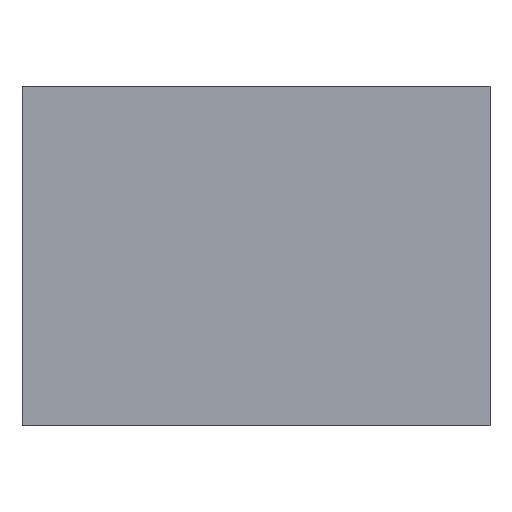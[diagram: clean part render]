
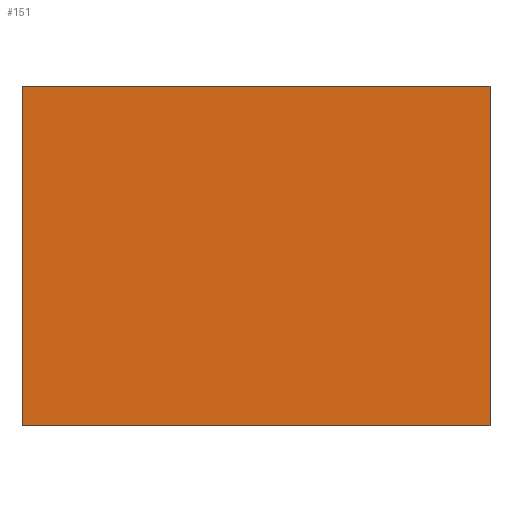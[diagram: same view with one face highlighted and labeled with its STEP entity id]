
A CAD part, left-side view. The second image highlights one B-rep face of the part: STEP entity #151.
In plain terms, the highlighted planar face has unit normal (-1, 0, 0).
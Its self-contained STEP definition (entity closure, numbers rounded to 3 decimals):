
#25=FACE_OUTER_BOUND('',#35,.T.);
#35=EDGE_LOOP('',(#120,#121,#122,#123));
#45=LINE('',#13584,#59);
#50=LINE('',#13593,#64);
#51=LINE('',#13596,#65);
#52=LINE('',#13597,#66);
#59=VECTOR('',#192,10.);
#64=VECTOR('',#199,10.);
#65=VECTOR('',#202,10.);
#66=VECTOR('',#203,10.);
#74=VERTEX_POINT('',#13580);
#76=VERTEX_POINT('',#13583);
#78=VERTEX_POINT('',#13589);
#80=VERTEX_POINT('',#13595);
#89=EDGE_CURVE('',#74,#76,#45,.T.);
#94=EDGE_CURVE('',#78,#76,#50,.T.);
#95=EDGE_CURVE('',#80,#74,#51,.T.);
#96=EDGE_CURVE('',#78,#80,#52,.T.);
#120=ORIENTED_EDGE('',*,*,#95,.F.);
#121=ORIENTED_EDGE('',*,*,#96,.F.);
#122=ORIENTED_EDGE('',*,*,#94,.T.);
#123=ORIENTED_EDGE('',*,*,#89,.F.);
#141=PLANE('',#175);
#151=ADVANCED_FACE('',(#25),#141,.T.);
#175=AXIS2_PLACEMENT_3D('',#13594,#200,#201);
#192=DIRECTION('',(0.,-1.,0.));
#199=DIRECTION('',(0.,0.,1.));
#200=DIRECTION('center_axis',(-1.,0.,0.));
#201=DIRECTION('ref_axis',(0.,-1.,0.));
#202=DIRECTION('',(0.,0.,1.));
#203=DIRECTION('',(0.,1.,0.));
#13580=CARTESIAN_POINT('',(-100.,400.,290.));
#13583=CARTESIAN_POINT('',(-100.,0.,290.));
#13584=CARTESIAN_POINT('',(-100.,0.,290.));
#13589=CARTESIAN_POINT('',(-100.,0.,0.));
#13593=CARTESIAN_POINT('',(-100.,0.,0.));
#13594=CARTESIAN_POINT('Origin',(-100.,800.,0.));
#13595=CARTESIAN_POINT('',(-100.,400.,0.));
#13596=CARTESIAN_POINT('',(-100.,400.,72.5));
#13597=CARTESIAN_POINT('',(-100.,0.,0.));
